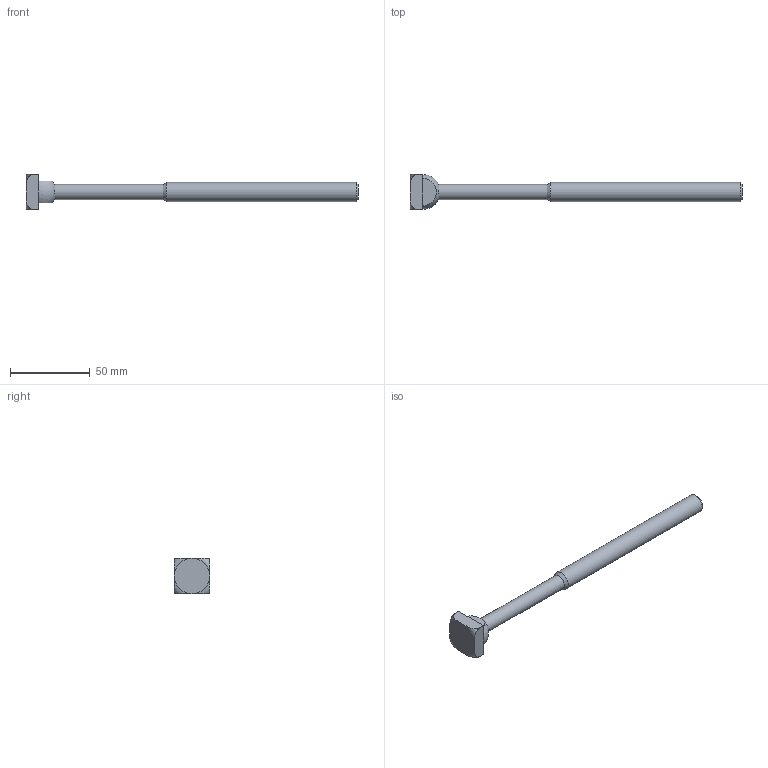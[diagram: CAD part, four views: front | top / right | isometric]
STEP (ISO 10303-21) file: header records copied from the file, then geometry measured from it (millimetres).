
FILE_DESCRIPTION( ( 'STEP AP214' ), '1' );
FILE_NAME( 'K0698.14200.stp', '2020-12-09T12:06:37', ( '' ), ( '' ), ' ', 'PARTsolutions', ' ' );
FILE_SCHEMA( ( 'AUTOMOTIVE_DESIGN { 1 0 10303 214 1 1 1 1 }' ) );
Length unit declared in the file: millimetre
Products named in the file (1): _K0698.14200
Bounding box: 208 x 22 x 22 mm (x, y, z)
Volume: 24625.8 mm3; surface area: 8703.9 mm2
Topology: 1 solids, 1 shells, 23 faces, 57 edges, 36 vertices
Faces by surface type: plane 10, cylinder 6, torus 4, cone 2, sphere 1
Full cylindrical faces by diameter (mm): 9.5 x1, 12 x1
Entity records: 1004 total; most frequent: CARTESIAN_POINT 278, DIRECTION 114, ORIENTED_EDGE 102, EDGE_CURVE 51, AXIS2_PLACEMENT_3D 47, VERTEX_POINT 35, EDGE_LOOP 28, FACE_OUTER_BOUND 26
